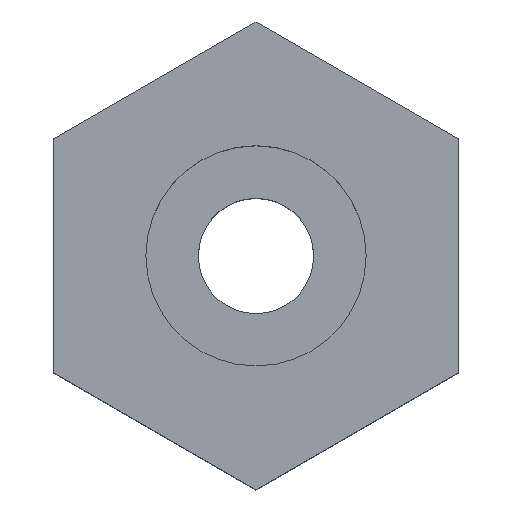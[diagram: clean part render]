
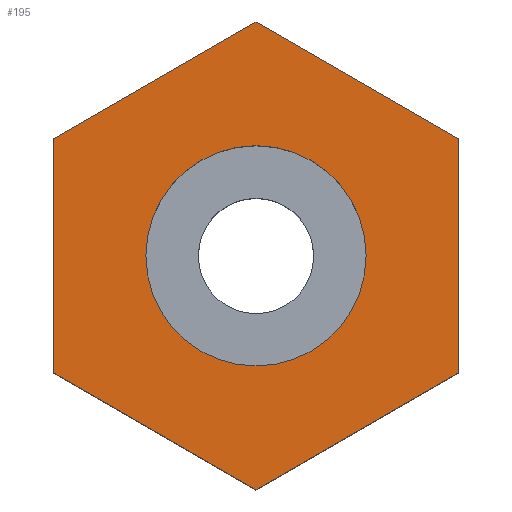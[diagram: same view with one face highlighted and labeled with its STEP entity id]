
A CAD part, top view. The second image highlights one B-rep face of the part: STEP entity #195.
In plain terms, the highlighted planar face has unit normal (0, 0, 1).
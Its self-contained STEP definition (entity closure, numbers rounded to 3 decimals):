
#19=LINE('',#299,#39);
#22=LINE('',#305,#42);
#25=LINE('',#311,#45);
#28=LINE('',#317,#48);
#31=LINE('',#323,#51);
#34=LINE('',#327,#54);
#39=VECTOR('',#248,10.);
#42=VECTOR('',#253,10.);
#45=VECTOR('',#258,10.);
#48=VECTOR('',#263,10.);
#51=VECTOR('',#268,10.);
#54=VECTOR('',#273,10.);
#58=FACE_BOUND('',#82,.T.);
#69=FACE_OUTER_BOUND('',#81,.T.);
#81=EDGE_LOOP('',(#163,#164,#165,#166,#167,#168));
#82=EDGE_LOOP('',(#169));
#87=CIRCLE('',#215,3.25);
#91=VERTEX_POINT('',#285);
#95=VERTEX_POINT('',#296);
#96=VERTEX_POINT('',#298);
#98=VERTEX_POINT('',#304);
#100=VERTEX_POINT('',#310);
#102=VERTEX_POINT('',#316);
#104=VERTEX_POINT('',#322);
#107=EDGE_CURVE('',#91,#91,#87,.T.);
#113=EDGE_CURVE('',#96,#95,#19,.T.);
#116=EDGE_CURVE('',#98,#96,#22,.T.);
#119=EDGE_CURVE('',#100,#98,#25,.T.);
#122=EDGE_CURVE('',#102,#100,#28,.T.);
#125=EDGE_CURVE('',#104,#102,#31,.T.);
#128=EDGE_CURVE('',#95,#104,#34,.T.);
#163=ORIENTED_EDGE('',*,*,#128,.T.);
#164=ORIENTED_EDGE('',*,*,#125,.T.);
#165=ORIENTED_EDGE('',*,*,#122,.T.);
#166=ORIENTED_EDGE('',*,*,#119,.T.);
#167=ORIENTED_EDGE('',*,*,#116,.T.);
#168=ORIENTED_EDGE('',*,*,#113,.T.);
#169=ORIENTED_EDGE('',*,*,#107,.T.);
#184=PLANE('',#224);
#195=ADVANCED_FACE('',(#69,#58),#184,.T.);
#215=AXIS2_PLACEMENT_3D('',#286,#236,#237);
#224=AXIS2_PLACEMENT_3D('',#328,#274,#275);
#236=DIRECTION('center_axis',(0.,0.,-1.));
#237=DIRECTION('ref_axis',(1.,0.,0.));
#248=DIRECTION('',(-0.866,-0.5,0.));
#253=DIRECTION('',(-0.866,0.5,0.));
#258=DIRECTION('',(0.,1.,0.));
#263=DIRECTION('',(0.866,0.5,0.));
#268=DIRECTION('',(0.866,-0.5,0.));
#273=DIRECTION('',(0.,-1.,0.));
#274=DIRECTION('center_axis',(0.,0.,1.));
#275=DIRECTION('ref_axis',(1.,0.,0.));
#285=CARTESIAN_POINT('',(-3.25,0.,6.));
#286=CARTESIAN_POINT('Origin',(0.,0.,6.));
#296=CARTESIAN_POINT('',(-5.976,3.45,6.));
#298=CARTESIAN_POINT('',(0.,6.9,6.));
#299=CARTESIAN_POINT('',(-5.976,3.45,6.));
#304=CARTESIAN_POINT('',(5.976,3.45,6.));
#305=CARTESIAN_POINT('',(0.,6.9,6.));
#310=CARTESIAN_POINT('',(5.976,-3.45,6.));
#311=CARTESIAN_POINT('',(5.976,3.45,6.));
#316=CARTESIAN_POINT('',(0.,-6.9,6.));
#317=CARTESIAN_POINT('',(5.976,-3.45,6.));
#322=CARTESIAN_POINT('',(-5.976,-3.45,6.));
#323=CARTESIAN_POINT('',(0.,-6.9,6.));
#327=CARTESIAN_POINT('',(-5.976,-3.45,6.));
#328=CARTESIAN_POINT('Origin',(0.,0.,6.));
